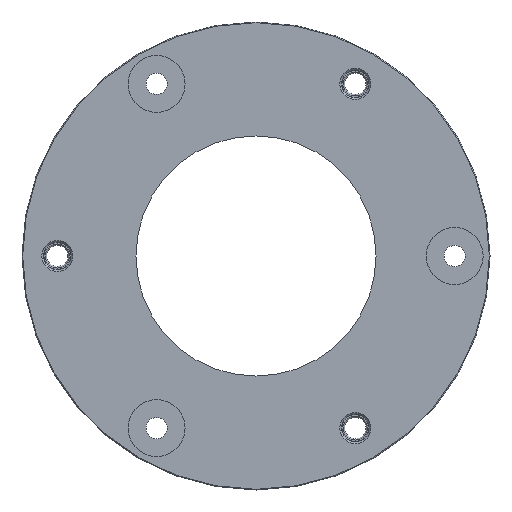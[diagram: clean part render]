
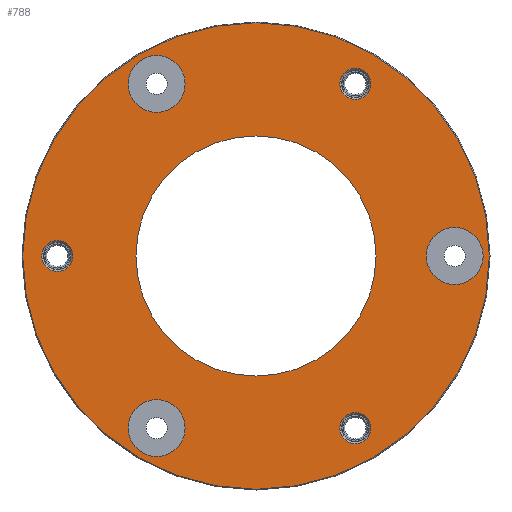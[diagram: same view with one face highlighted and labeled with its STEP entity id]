
A CAD part, left-side view. The second image highlights one B-rep face of the part: STEP entity #788.
In plain terms, the highlighted planar face has unit normal (-1, 0, 0).
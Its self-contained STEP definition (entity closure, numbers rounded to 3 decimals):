
#8 = VERTEX_POINT ( 'NONE', #806 ) ;
#9 = DIRECTION ( 'NONE',  ( 1., 0., 0. ) ) ;
#10 = DIRECTION ( 'NONE',  ( -1., 0., 0. ) ) ;
#34 = AXIS2_PLACEMENT_3D ( 'NONE', #243, #9, #512 ) ;
#39 = ORIENTED_EDGE ( 'NONE', *, *, #681, .T. ) ;
#70 = CARTESIAN_POINT ( 'NONE',  ( 31., 28.125, -56.764 ) ) ;
#96 = AXIS2_PLACEMENT_3D ( 'NONE', #136, #222, #642 ) ;
#99 = EDGE_LOOP ( 'NONE', ( #903 ) ) ;
#108 = DIRECTION ( 'NONE',  ( 0., 0., -1. ) ) ;
#118 = DIRECTION ( 'NONE',  ( 1., 0., 0. ) ) ;
#119 = DIRECTION ( 'NONE',  ( 1., 0., 0. ) ) ;
#123 = EDGE_CURVE ( 'NONE', #586, #586, #815, .T. ) ;
#125 = AXIS2_PLACEMENT_3D ( 'NONE', #750, #10, #308 ) ;
#128 = FACE_BOUND ( 'NONE', #420, .T. ) ;
#136 = CARTESIAN_POINT ( 'NONE',  ( 31., -56.25, 0. ) ) ;
#144 = CIRCLE ( 'NONE', #205, 8.05 ) ;
#156 = AXIS2_PLACEMENT_3D ( 'NONE', #476, #764, #108 ) ;
#181 = EDGE_CURVE ( 'NONE', #445, #445, #508, .T. ) ;
#187 = CARTESIAN_POINT ( 'NONE',  ( 31., 56.25, 0. ) ) ;
#201 = PLANE ( 'NONE',  #470 ) ;
#205 = AXIS2_PLACEMENT_3D ( 'NONE', #776, #118, #471 ) ;
#218 = CIRCLE ( 'NONE', #125, 34. ) ;
#222 = DIRECTION ( 'NONE',  ( 1., 0., 0. ) ) ;
#231 = CARTESIAN_POINT ( 'NONE',  ( 31., 28.125, 40.664 ) ) ;
#243 = CARTESIAN_POINT ( 'NONE',  ( 31., -28.125, 48.714 ) ) ;
#263 = ORIENTED_EDGE ( 'NONE', *, *, #380, .F. ) ;
#274 = DIRECTION ( 'NONE',  ( 1., 0., 0. ) ) ;
#280 = EDGE_LOOP ( 'NONE', ( #295 ) ) ;
#288 = FACE_BOUND ( 'NONE', #370, .T. ) ;
#295 = ORIENTED_EDGE ( 'NONE', *, *, #181, .T. ) ;
#304 = VERTEX_POINT ( 'NONE', #599 ) ;
#308 = DIRECTION ( 'NONE',  ( 0., 0., 1. ) ) ;
#343 = DIRECTION ( 'NONE',  ( 0., 0., -1. ) ) ;
#345 = CIRCLE ( 'NONE', #588, 4.4 ) ;
#363 = CARTESIAN_POINT ( 'NONE',  ( 31., 0., -66.05 ) ) ;
#370 = EDGE_LOOP ( 'NONE', ( #263 ) ) ;
#380 = EDGE_CURVE ( 'NONE', #505, #505, #218, .T. ) ;
#396 = DIRECTION ( 'NONE',  ( 0., 0., -1. ) ) ;
#401 = DIRECTION ( 'NONE',  ( 1., 0., 0. ) ) ;
#420 = EDGE_LOOP ( 'NONE', ( #934 ) ) ;
#425 = FACE_BOUND ( 'NONE', #99, .T. ) ;
#430 = ORIENTED_EDGE ( 'NONE', *, *, #614, .T. ) ;
#434 = CARTESIAN_POINT ( 'NONE',  ( 31., 0., 34. ) ) ;
#440 = VERTEX_POINT ( 'NONE', #231 ) ;
#445 = VERTEX_POINT ( 'NONE', #532 ) ;
#461 = EDGE_LOOP ( 'NONE', ( #39 ) ) ;
#470 = AXIS2_PLACEMENT_3D ( 'NONE', #937, #274, #857 ) ;
#471 = DIRECTION ( 'NONE',  ( 0., 0., -1. ) ) ;
#476 = CARTESIAN_POINT ( 'NONE',  ( 31., 0., 0. ) ) ;
#482 = EDGE_CURVE ( 'NONE', #8, #8, #345, .T. ) ;
#495 = CIRCLE ( 'NONE', #156, 66.05 ) ;
#505 = VERTEX_POINT ( 'NONE', #434 ) ;
#508 = CIRCLE ( 'NONE', #96, 8.05 ) ;
#512 = DIRECTION ( 'NONE',  ( 0., 0., -1. ) ) ;
#531 = AXIS2_PLACEMENT_3D ( 'NONE', #919, #401, #706 ) ;
#532 = CARTESIAN_POINT ( 'NONE',  ( 31., -56.25, -8.05 ) ) ;
#534 = EDGE_LOOP ( 'NONE', ( #430 ) ) ;
#566 = AXIS2_PLACEMENT_3D ( 'NONE', #187, #119, #343 ) ;
#579 = FACE_BOUND ( 'NONE', #461, .T. ) ;
#586 = VERTEX_POINT ( 'NONE', #603 ) ;
#588 = AXIS2_PLACEMENT_3D ( 'NONE', #677, #895, #396 ) ;
#599 = CARTESIAN_POINT ( 'NONE',  ( 31., -28.125, 44.314 ) ) ;
#603 = CARTESIAN_POINT ( 'NONE',  ( 31., 56.25, -4.4 ) ) ;
#614 = EDGE_CURVE ( 'NONE', #725, #725, #495, .T. ) ;
#631 = EDGE_LOOP ( 'NONE', ( #914 ) ) ;
#637 = FACE_BOUND ( 'NONE', #280, .T. ) ;
#642 = DIRECTION ( 'NONE',  ( 0., 0., -1. ) ) ;
#677 = CARTESIAN_POINT ( 'NONE',  ( 31., -28.125, -48.714 ) ) ;
#681 = EDGE_CURVE ( 'NONE', #440, #440, #144, .T. ) ;
#706 = DIRECTION ( 'NONE',  ( 0., 0., -1. ) ) ;
#721 = EDGE_CURVE ( 'NONE', #820, #820, #736, .T. ) ;
#725 = VERTEX_POINT ( 'NONE', #363 ) ;
#736 = CIRCLE ( 'NONE', #531, 8.05 ) ;
#750 = CARTESIAN_POINT ( 'NONE',  ( 31., 0., 0. ) ) ;
#764 = DIRECTION ( 'NONE',  ( -1., 0., 0. ) ) ;
#775 = EDGE_LOOP ( 'NONE', ( #811 ) ) ;
#776 = CARTESIAN_POINT ( 'NONE',  ( 31., 28.125, 48.714 ) ) ;
#786 = CIRCLE ( 'NONE', #34, 4.4 ) ;
#788 = ADVANCED_FACE ( 'NONE', ( #288, #932, #579, #637, #425, #795, #128, #789 ), #201, .F. ) ;
#789 = FACE_BOUND ( 'NONE', #631, .T. ) ;
#795 = FACE_BOUND ( 'NONE', #775, .T. ) ;
#806 = CARTESIAN_POINT ( 'NONE',  ( 31., -28.125, -53.114 ) ) ;
#811 = ORIENTED_EDGE ( 'NONE', *, *, #927, .T. ) ;
#815 = CIRCLE ( 'NONE', #566, 4.4 ) ;
#820 = VERTEX_POINT ( 'NONE', #70 ) ;
#857 = DIRECTION ( 'NONE',  ( 0., 0., -1. ) ) ;
#895 = DIRECTION ( 'NONE',  ( 1., 0., 0. ) ) ;
#903 = ORIENTED_EDGE ( 'NONE', *, *, #482, .T. ) ;
#914 = ORIENTED_EDGE ( 'NONE', *, *, #123, .T. ) ;
#919 = CARTESIAN_POINT ( 'NONE',  ( 31., 28.125, -48.714 ) ) ;
#927 = EDGE_CURVE ( 'NONE', #304, #304, #786, .T. ) ;
#932 = FACE_OUTER_BOUND ( 'NONE', #534, .T. ) ;
#934 = ORIENTED_EDGE ( 'NONE', *, *, #721, .T. ) ;
#937 = CARTESIAN_POINT ( 'NONE',  ( 31., 0., 0. ) ) ;
